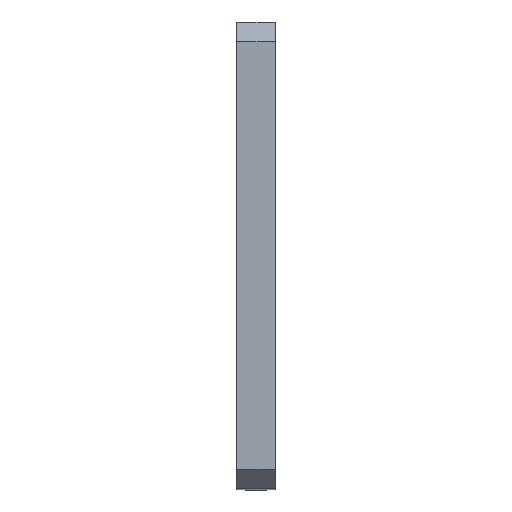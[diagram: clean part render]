
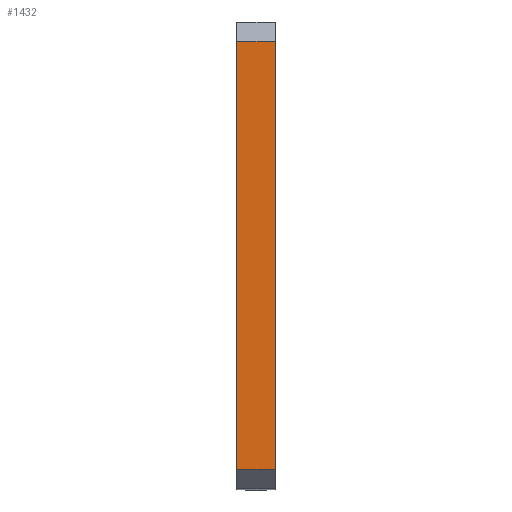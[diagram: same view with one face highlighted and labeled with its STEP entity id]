
A CAD part, top view. The second image highlights one B-rep face of the part: STEP entity #1432.
In plain terms, the highlighted planar face has unit normal (0, 0, 1).
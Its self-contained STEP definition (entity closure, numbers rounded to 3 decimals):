
#292=FACE_OUTER_BOUND('',#390,.T.);
#390=EDGE_LOOP('',(#1337,#1338,#1339,#1340));
#392=LINE('',#2146,#482);
#402=LINE('',#2174,#492);
#414=LINE('',#2262,#504);
#424=LINE('',#2288,#514);
#482=VECTOR('',#1663,10.);
#492=VECTOR('',#1685,10.);
#504=VECTOR('',#1763,10.);
#514=VECTOR('',#1785,10.);
#572=VERTEX_POINT('',#2143);
#573=VERTEX_POINT('',#2145);
#585=VERTEX_POINT('',#2173);
#628=VERTEX_POINT('',#2261);
#712=EDGE_CURVE('',#572,#573,#392,.T.);
#726=EDGE_CURVE('',#585,#573,#402,.T.);
#770=EDGE_CURVE('',#585,#628,#414,.T.);
#784=EDGE_CURVE('',#572,#628,#424,.T.);
#1337=ORIENTED_EDGE('',*,*,#712,.F.);
#1338=ORIENTED_EDGE('',*,*,#784,.T.);
#1339=ORIENTED_EDGE('',*,*,#770,.F.);
#1340=ORIENTED_EDGE('',*,*,#726,.T.);
#1360=PLANE('',#1651);
#1432=ADVANCED_FACE('',(#292),#1360,.T.);
#1651=AXIS2_PLACEMENT_3D('',#2562,#2132,#2133);
#1663=DIRECTION('',(1.,0.,0.));
#1685=DIRECTION('',(0.,1.,0.));
#1763=DIRECTION('',(-1.,0.,0.));
#1785=DIRECTION('',(0.,-1.,0.));
#2132=DIRECTION('center_axis',(0.,0.,1.));
#2133=DIRECTION('ref_axis',(1.,0.,0.));
#2143=CARTESIAN_POINT('',(245.,55.,60.));
#2145=CARTESIAN_POINT('',(255.,55.,60.));
#2146=CARTESIAN_POINT('',(247.5,55.,60.));
#2173=CARTESIAN_POINT('',(255.,-55.,60.));
#2174=CARTESIAN_POINT('',(255.,60.,60.));
#2261=CARTESIAN_POINT('',(245.,-55.,60.));
#2262=CARTESIAN_POINT('',(252.5,-55.,60.));
#2288=CARTESIAN_POINT('',(245.,-60.,60.));
#2562=CARTESIAN_POINT('Origin',(250.,0.,60.));
